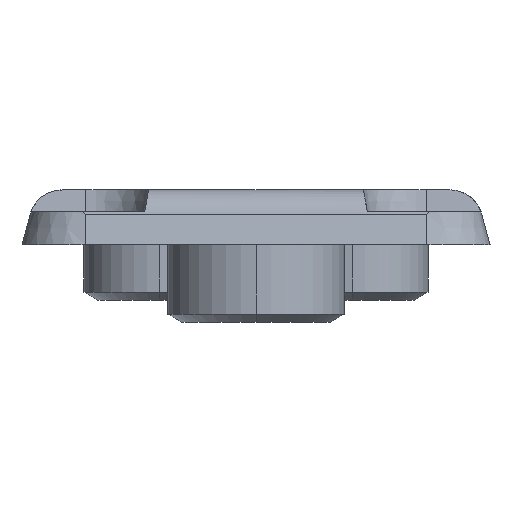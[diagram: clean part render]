
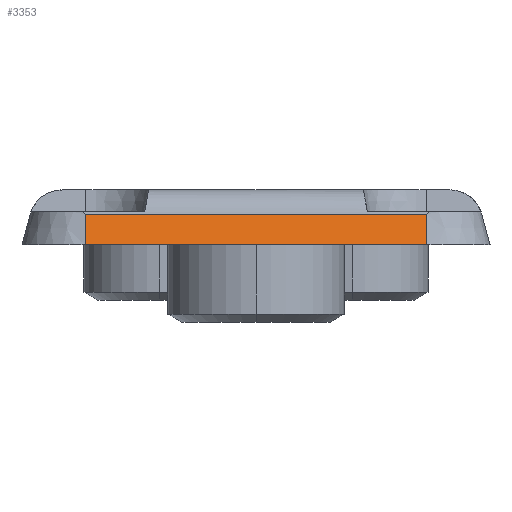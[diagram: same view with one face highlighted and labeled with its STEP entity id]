
A CAD part, left-side view. The second image highlights one B-rep face of the part: STEP entity #3353.
In plain terms, the highlighted planar face has unit normal (-0.966, 0, 0.259).
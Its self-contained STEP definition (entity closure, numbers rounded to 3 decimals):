
#68 = CARTESIAN_POINT ( 'NONE',  ( -108., -31., 0. ) ) ;
#129 = FACE_OUTER_BOUND ( 'NONE', #2988, .T. ) ;
#177 = CARTESIAN_POINT ( 'NONE',  ( -108., -31., 0. ) ) ;
#227 = CARTESIAN_POINT ( 'NONE',  ( -108., 31., 0. ) ) ;
#297 = VERTEX_POINT ( 'NONE', #686 ) ;
#364 = DIRECTION ( 'NONE',  ( 0., -1., 0. ) ) ;
#478 = ORIENTED_EDGE ( 'NONE', *, *, #1737, .T. ) ;
#531 = VECTOR ( 'NONE', #1497, 1000. ) ;
#676 = VECTOR ( 'NONE', #1314, 1000. ) ;
#686 = CARTESIAN_POINT ( 'NONE',  ( -106.512, -31., 5.553 ) ) ;
#722 = VECTOR ( 'NONE', #364, 1000. ) ;
#872 = LINE ( 'NONE', #2653, #2600 ) ;
#1167 = CARTESIAN_POINT ( 'NONE',  ( -108., -31., 0. ) ) ;
#1183 = DIRECTION ( 'NONE',  ( 0.259, 0., 0.966 ) ) ;
#1314 = DIRECTION ( 'NONE',  ( 0., 1., 0. ) ) ;
#1330 = LINE ( 'NONE', #4202, #676 ) ;
#1497 = DIRECTION ( 'NONE',  ( -0.259, 0., -0.966 ) ) ;
#1512 = DIRECTION ( 'NONE',  ( -0.966, 0., 0.259 ) ) ;
#1524 = CARTESIAN_POINT ( 'NONE',  ( -106.512, 31., 5.553 ) ) ;
#1574 = LINE ( 'NONE', #68, #722 ) ;
#1648 = EDGE_CURVE ( 'NONE', #297, #3422, #1330, .T. ) ;
#1737 = EDGE_CURVE ( 'NONE', #3659, #3172, #1574, .T. ) ;
#2001 = DIRECTION ( 'NONE',  ( -0.259, 0., -0.966 ) ) ;
#2595 = ORIENTED_EDGE ( 'NONE', *, *, #3770, .T. ) ;
#2600 = VECTOR ( 'NONE', #2001, 1000. ) ;
#2653 = CARTESIAN_POINT ( 'NONE',  ( -108., 31., 0. ) ) ;
#2988 = EDGE_LOOP ( 'NONE', ( #3929, #3137, #2595, #478 ) ) ;
#3077 = LINE ( 'NONE', #177, #531 ) ;
#3137 = ORIENTED_EDGE ( 'NONE', *, *, #1648, .T. ) ;
#3155 = PLANE ( 'NONE',  #3680 ) ;
#3172 = VERTEX_POINT ( 'NONE', #3668 ) ;
#3353 = ADVANCED_FACE ( 'NONE', ( #129 ), #3155, .T. ) ;
#3371 = EDGE_CURVE ( 'NONE', #297, #3172, #3077, .T. ) ;
#3422 = VERTEX_POINT ( 'NONE', #1524 ) ;
#3659 = VERTEX_POINT ( 'NONE', #227 ) ;
#3668 = CARTESIAN_POINT ( 'NONE',  ( -108., -31., 0. ) ) ;
#3680 = AXIS2_PLACEMENT_3D ( 'NONE', #1167, #1512, #1183 ) ;
#3770 = EDGE_CURVE ( 'NONE', #3422, #3659, #872, .T. ) ;
#3929 = ORIENTED_EDGE ( 'NONE', *, *, #3371, .F. ) ;
#4202 = CARTESIAN_POINT ( 'NONE',  ( -106.512, -31., 5.553 ) ) ;
